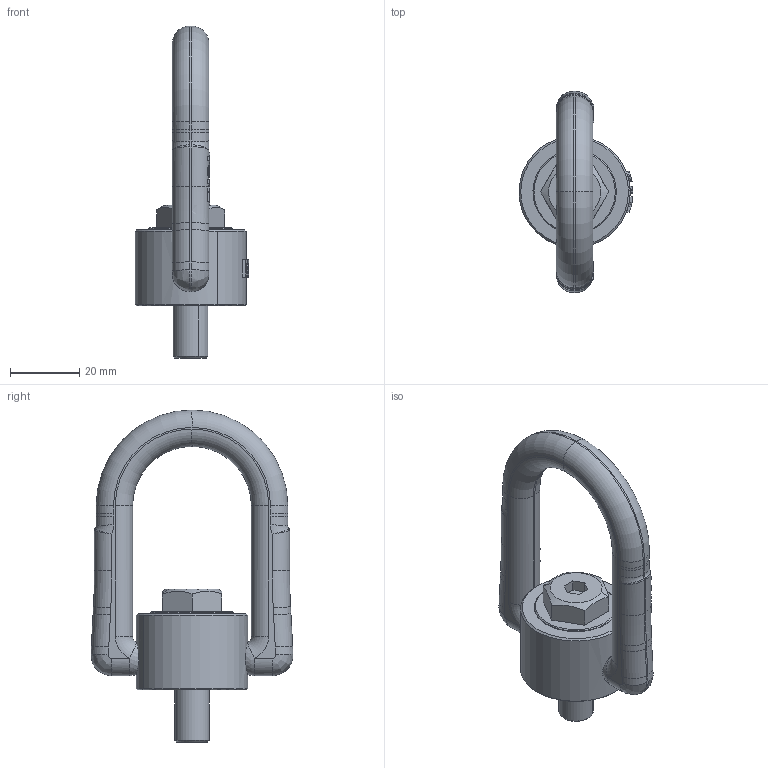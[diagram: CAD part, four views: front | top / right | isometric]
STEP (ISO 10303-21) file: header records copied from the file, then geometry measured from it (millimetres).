
FILE_DESCRIPTION(('CATIA V5 STEP Exchange'),'2;1');
FILE_NAME('8-231-007.stp','2016-03-29T06:04:54+00:00',('none'),('none'),'CATIA Version 5 Release 21 GA (IN-10)','CATIA V5 STEP AP203','none');
FILE_SCHEMA(('CONFIG_CONTROL_DESIGN'));
Length unit declared in the file: millimetre
Products named in the file (1): 8-231-007
Bounding box: 32.8 x 58.16 x 95.6 mm (x, y, z)
Volume: 36360.6 mm3; surface area: 10459.3 mm2
Topology: 1 solids, 1 shells, 402 faces, 1097 edges, 702 vertices
Faces by surface type: plane 287, cylinder 67, torus 20, bspline 12, cone 10, sphere 4, extrusion 2
Entity records: 13879 total; most frequent: CARTESIAN_POINT 4658, ORIENTED_EDGE 2186, DIRECTION 1428, EDGE_CURVE 1093, VERTEX_POINT 702, VECTOR 593, LINE 591, AXIS2_PLACEMENT_3D 496
